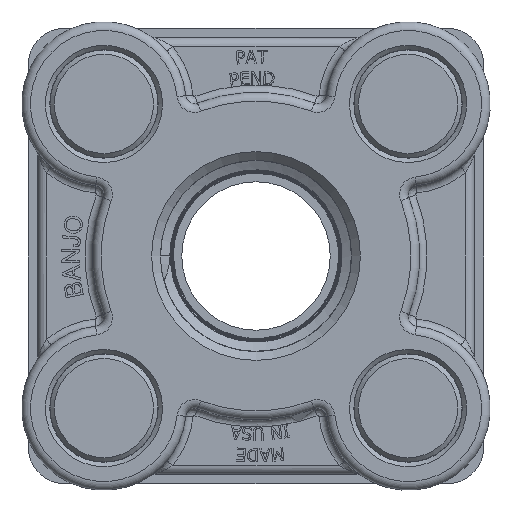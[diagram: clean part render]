
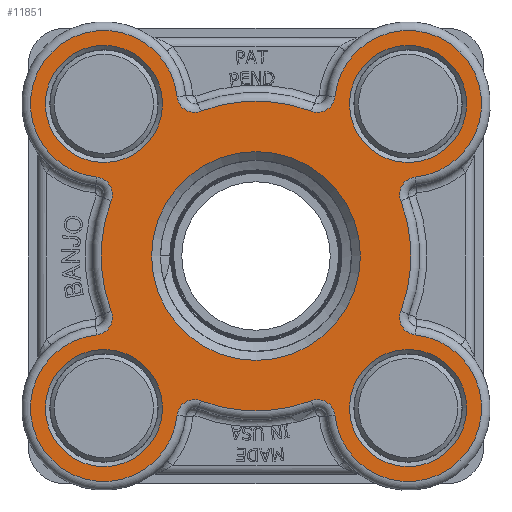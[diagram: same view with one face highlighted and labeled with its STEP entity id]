
A CAD part, left-side view. The second image highlights one B-rep face of the part: STEP entity #11851.
In plain terms, the highlighted face is planar.
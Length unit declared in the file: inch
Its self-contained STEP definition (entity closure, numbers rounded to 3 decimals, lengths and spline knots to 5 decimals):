
#450=FACE_BOUND('',#1581,.T.);
#451=FACE_BOUND('',#1582,.T.);
#452=FACE_BOUND('',#1583,.T.);
#453=FACE_BOUND('',#1584,.T.);
#454=FACE_BOUND('',#1585,.T.);
#538=PLANE('',#12760);
#878=FACE_OUTER_BOUND('',#1580,.T.);
#1580=EDGE_LOOP('',(#8230,#8231,#8232,#8233,#8234,#8235,#8236,#8237,#8238,
#8239,#8240,#8241,#8242,#8243,#8244,#8245));
#1581=EDGE_LOOP('',(#8246));
#1582=EDGE_LOOP('',(#8247));
#1583=EDGE_LOOP('',(#8248,#8249));
#1584=EDGE_LOOP('',(#8250));
#1585=EDGE_LOOP('',(#8251));
#2364=CIRCLE('',#12757,0.4025);
#2367=CIRCLE('',#12761,0.12);
#2368=CIRCLE('',#12762,0.505);
#2369=CIRCLE('',#12763,0.12);
#2370=CIRCLE('',#12764,1.065);
#2371=CIRCLE('',#12765,0.12);
#2372=CIRCLE('',#12766,0.505);
#2373=CIRCLE('',#12767,0.12);
#2374=CIRCLE('',#12768,1.065);
#2375=CIRCLE('',#12769,0.12);
#2376=CIRCLE('',#12770,0.505);
#2377=CIRCLE('',#12771,0.12);
#2378=CIRCLE('',#12772,1.065);
#2379=CIRCLE('',#12773,0.12);
#2380=CIRCLE('',#12774,0.505);
#2381=CIRCLE('',#12775,0.12);
#2382=CIRCLE('',#12776,1.065);
#2383=CIRCLE('',#12777,0.4025);
#2384=CIRCLE('',#12778,0.4025);
#2385=CIRCLE('',#12779,0.7175);
#2386=CIRCLE('',#12780,0.7175);
#2387=CIRCLE('',#12781,0.4025);
#5233=VERTEX_POINT('',#17490);
#5236=VERTEX_POINT('',#17498);
#5237=VERTEX_POINT('',#17499);
#5238=VERTEX_POINT('',#17501);
#5239=VERTEX_POINT('',#17503);
#5240=VERTEX_POINT('',#17505);
#5241=VERTEX_POINT('',#17507);
#5242=VERTEX_POINT('',#17509);
#5243=VERTEX_POINT('',#17511);
#5244=VERTEX_POINT('',#17513);
#5245=VERTEX_POINT('',#17515);
#5246=VERTEX_POINT('',#17517);
#5247=VERTEX_POINT('',#17519);
#5248=VERTEX_POINT('',#17521);
#5249=VERTEX_POINT('',#17523);
#5250=VERTEX_POINT('',#17525);
#5251=VERTEX_POINT('',#17527);
#5252=VERTEX_POINT('',#17530);
#5253=VERTEX_POINT('',#17532);
#5254=VERTEX_POINT('',#17534);
#5255=VERTEX_POINT('',#17535);
#5256=VERTEX_POINT('',#17538);
#6414=EDGE_CURVE('',#5233,#5233,#2364,.T.);
#6418=EDGE_CURVE('',#5236,#5237,#2367,.T.);
#6419=EDGE_CURVE('',#5238,#5236,#2368,.T.);
#6420=EDGE_CURVE('',#5239,#5238,#2369,.T.);
#6421=EDGE_CURVE('',#5240,#5239,#2370,.T.);
#6422=EDGE_CURVE('',#5241,#5240,#2371,.T.);
#6423=EDGE_CURVE('',#5242,#5241,#2372,.T.);
#6424=EDGE_CURVE('',#5243,#5242,#2373,.T.);
#6425=EDGE_CURVE('',#5244,#5243,#2374,.T.);
#6426=EDGE_CURVE('',#5245,#5244,#2375,.T.);
#6427=EDGE_CURVE('',#5246,#5245,#2376,.T.);
#6428=EDGE_CURVE('',#5247,#5246,#2377,.T.);
#6429=EDGE_CURVE('',#5248,#5247,#2378,.T.);
#6430=EDGE_CURVE('',#5249,#5248,#2379,.T.);
#6431=EDGE_CURVE('',#5250,#5249,#2380,.T.);
#6432=EDGE_CURVE('',#5251,#5250,#2381,.T.);
#6433=EDGE_CURVE('',#5237,#5251,#2382,.T.);
#6434=EDGE_CURVE('',#5252,#5252,#2383,.T.);
#6435=EDGE_CURVE('',#5253,#5253,#2384,.T.);
#6436=EDGE_CURVE('',#5254,#5255,#2385,.T.);
#6437=EDGE_CURVE('',#5255,#5254,#2386,.T.);
#6438=EDGE_CURVE('',#5256,#5256,#2387,.T.);
#8230=ORIENTED_EDGE('',*,*,#6418,.F.);
#8231=ORIENTED_EDGE('',*,*,#6419,.F.);
#8232=ORIENTED_EDGE('',*,*,#6420,.F.);
#8233=ORIENTED_EDGE('',*,*,#6421,.F.);
#8234=ORIENTED_EDGE('',*,*,#6422,.F.);
#8235=ORIENTED_EDGE('',*,*,#6423,.F.);
#8236=ORIENTED_EDGE('',*,*,#6424,.F.);
#8237=ORIENTED_EDGE('',*,*,#6425,.F.);
#8238=ORIENTED_EDGE('',*,*,#6426,.F.);
#8239=ORIENTED_EDGE('',*,*,#6427,.F.);
#8240=ORIENTED_EDGE('',*,*,#6428,.F.);
#8241=ORIENTED_EDGE('',*,*,#6429,.F.);
#8242=ORIENTED_EDGE('',*,*,#6430,.F.);
#8243=ORIENTED_EDGE('',*,*,#6431,.F.);
#8244=ORIENTED_EDGE('',*,*,#6432,.F.);
#8245=ORIENTED_EDGE('',*,*,#6433,.F.);
#8246=ORIENTED_EDGE('',*,*,#6434,.F.);
#8247=ORIENTED_EDGE('',*,*,#6435,.F.);
#8248=ORIENTED_EDGE('',*,*,#6436,.F.);
#8249=ORIENTED_EDGE('',*,*,#6437,.F.);
#8250=ORIENTED_EDGE('',*,*,#6438,.F.);
#8251=ORIENTED_EDGE('',*,*,#6414,.F.);
#11851=ADVANCED_FACE('',(#878,#450,#451,#452,#453,#454),#538,.T.);
#12757=AXIS2_PLACEMENT_3D('',#17491,#13810,#13811);
#12760=AXIS2_PLACEMENT_3D('',#17497,#13817,#13818);
#12761=AXIS2_PLACEMENT_3D('',#17500,#13819,#13820);
#12762=AXIS2_PLACEMENT_3D('',#17502,#13821,#13822);
#12763=AXIS2_PLACEMENT_3D('',#17504,#13823,#13824);
#12764=AXIS2_PLACEMENT_3D('',#17506,#13825,#13826);
#12765=AXIS2_PLACEMENT_3D('',#17508,#13827,#13828);
#12766=AXIS2_PLACEMENT_3D('',#17510,#13829,#13830);
#12767=AXIS2_PLACEMENT_3D('',#17512,#13831,#13832);
#12768=AXIS2_PLACEMENT_3D('',#17514,#13833,#13834);
#12769=AXIS2_PLACEMENT_3D('',#17516,#13835,#13836);
#12770=AXIS2_PLACEMENT_3D('',#17518,#13837,#13838);
#12771=AXIS2_PLACEMENT_3D('',#17520,#13839,#13840);
#12772=AXIS2_PLACEMENT_3D('',#17522,#13841,#13842);
#12773=AXIS2_PLACEMENT_3D('',#17524,#13843,#13844);
#12774=AXIS2_PLACEMENT_3D('',#17526,#13845,#13846);
#12775=AXIS2_PLACEMENT_3D('',#17528,#13847,#13848);
#12776=AXIS2_PLACEMENT_3D('',#17529,#13849,#13850);
#12777=AXIS2_PLACEMENT_3D('',#17531,#13851,#13852);
#12778=AXIS2_PLACEMENT_3D('',#17533,#13853,#13854);
#12779=AXIS2_PLACEMENT_3D('',#17536,#13855,#13856);
#12780=AXIS2_PLACEMENT_3D('',#17537,#13857,#13858);
#12781=AXIS2_PLACEMENT_3D('',#17539,#13859,#13860);
#13810=DIRECTION('center_axis',(1.,0.,0.));
#13811=DIRECTION('ref_axis',(0.,0.,1.));
#13817=DIRECTION('center_axis',(1.,0.,0.));
#13818=DIRECTION('ref_axis',(0.,0.,-1.));
#13819=DIRECTION('center_axis',(1.,0.,0.));
#13820=DIRECTION('ref_axis',(0.,-0.525,-0.851));
#13821=DIRECTION('center_axis',(-1.,0.,0.));
#13822=DIRECTION('ref_axis',(0.,-0.707,0.707));
#13823=DIRECTION('center_axis',(1.,0.,0.));
#13824=DIRECTION('ref_axis',(0.,0.851,0.525));
#13825=DIRECTION('center_axis',(-1.,0.,0.));
#13826=DIRECTION('ref_axis',(0.,-1.,0.));
#13827=DIRECTION('center_axis',(1.,0.,0.));
#13828=DIRECTION('ref_axis',(0.,0.851,-0.525));
#13829=DIRECTION('center_axis',(-1.,0.,0.));
#13830=DIRECTION('ref_axis',(0.,-0.707,-0.707));
#13831=DIRECTION('center_axis',(1.,0.,0.));
#13832=DIRECTION('ref_axis',(0.,-0.525,0.851));
#13833=DIRECTION('center_axis',(-1.,0.,0.));
#13834=DIRECTION('ref_axis',(0.,0.,-1.));
#13835=DIRECTION('center_axis',(1.,0.,0.));
#13836=DIRECTION('ref_axis',(0.,0.525,0.851));
#13837=DIRECTION('center_axis',(-1.,0.,0.));
#13838=DIRECTION('ref_axis',(0.,0.707,-0.707));
#13839=DIRECTION('center_axis',(1.,0.,0.));
#13840=DIRECTION('ref_axis',(0.,-0.851,-0.525));
#13841=DIRECTION('center_axis',(-1.,0.,0.));
#13842=DIRECTION('ref_axis',(0.,1.,0.));
#13843=DIRECTION('center_axis',(1.,0.,0.));
#13844=DIRECTION('ref_axis',(0.,-0.851,0.525));
#13845=DIRECTION('center_axis',(-1.,0.,0.));
#13846=DIRECTION('ref_axis',(0.,0.707,0.707));
#13847=DIRECTION('center_axis',(1.,0.,0.));
#13848=DIRECTION('ref_axis',(0.,0.525,-0.851));
#13849=DIRECTION('center_axis',(-1.,0.,0.));
#13850=DIRECTION('ref_axis',(0.,0.,1.));
#13851=DIRECTION('center_axis',(1.,0.,0.));
#13852=DIRECTION('ref_axis',(0.,0.,1.));
#13853=DIRECTION('center_axis',(1.,0.,0.));
#13854=DIRECTION('ref_axis',(0.,0.,1.));
#13855=DIRECTION('center_axis',(1.,0.,0.));
#13856=DIRECTION('ref_axis',(0.,1.,0.));
#13857=DIRECTION('center_axis',(1.,0.,0.));
#13858=DIRECTION('ref_axis',(0.,1.,0.));
#13859=DIRECTION('center_axis',(1.,0.,0.));
#13860=DIRECTION('ref_axis',(0.,0.,1.));
#17490=CARTESIAN_POINT('',(1.1,-1.045,0.6425));
#17491=CARTESIAN_POINT('Origin',(1.1,-1.045,1.045));
#17497=CARTESIAN_POINT('Origin',(1.1,0.92125,0.));
#17498=CARTESIAN_POINT('',(1.1,-0.54248,1.09502));
#17499=CARTESIAN_POINT('',(1.1,-0.38023,0.99481));
#17500=CARTESIAN_POINT('Origin',(1.1,-0.42307,1.1069));
#17501=CARTESIAN_POINT('',(1.1,-1.09502,0.54248));
#17502=CARTESIAN_POINT('Origin',(1.1,-1.045,1.045));
#17503=CARTESIAN_POINT('',(1.1,-0.99481,0.38023));
#17504=CARTESIAN_POINT('Origin',(1.1,-1.1069,0.42307));
#17505=CARTESIAN_POINT('',(1.1,-0.99481,-0.38023));
#17506=CARTESIAN_POINT('Origin',(1.1,0.,0.));
#17507=CARTESIAN_POINT('',(1.1,-1.09502,-0.54248));
#17508=CARTESIAN_POINT('Origin',(1.1,-1.1069,-0.42307));
#17509=CARTESIAN_POINT('',(1.1,-0.54248,-1.09502));
#17510=CARTESIAN_POINT('Origin',(1.1,-1.045,-1.045));
#17511=CARTESIAN_POINT('',(1.1,-0.38023,-0.99481));
#17512=CARTESIAN_POINT('Origin',(1.1,-0.42307,-1.1069));
#17513=CARTESIAN_POINT('',(1.1,0.38023,-0.99481));
#17514=CARTESIAN_POINT('Origin',(1.1,0.,0.));
#17515=CARTESIAN_POINT('',(1.1,0.54248,-1.09502));
#17516=CARTESIAN_POINT('Origin',(1.1,0.42307,-1.1069));
#17517=CARTESIAN_POINT('',(1.1,1.09502,-0.54248));
#17518=CARTESIAN_POINT('Origin',(1.1,1.045,-1.045));
#17519=CARTESIAN_POINT('',(1.1,0.99481,-0.38023));
#17520=CARTESIAN_POINT('Origin',(1.1,1.1069,-0.42307));
#17521=CARTESIAN_POINT('',(1.1,0.99481,0.38023));
#17522=CARTESIAN_POINT('Origin',(1.1,0.,0.));
#17523=CARTESIAN_POINT('',(1.1,1.09502,0.54248));
#17524=CARTESIAN_POINT('Origin',(1.1,1.1069,0.42307));
#17525=CARTESIAN_POINT('',(1.1,0.54248,1.09502));
#17526=CARTESIAN_POINT('Origin',(1.1,1.045,1.045));
#17527=CARTESIAN_POINT('',(1.1,0.38023,0.99481));
#17528=CARTESIAN_POINT('Origin',(1.1,0.42307,1.1069));
#17529=CARTESIAN_POINT('Origin',(1.1,0.,0.));
#17530=CARTESIAN_POINT('',(1.1,-1.045,-1.4475));
#17531=CARTESIAN_POINT('Origin',(1.1,-1.045,-1.045));
#17532=CARTESIAN_POINT('',(1.1,1.045,0.6425));
#17533=CARTESIAN_POINT('Origin',(1.1,1.045,1.045));
#17534=CARTESIAN_POINT('',(1.1,0.7175,0.));
#17535=CARTESIAN_POINT('',(1.1,-0.7175,0.));
#17536=CARTESIAN_POINT('Origin',(1.1,0.,0.));
#17537=CARTESIAN_POINT('Origin',(1.1,0.,0.));
#17538=CARTESIAN_POINT('',(1.1,1.045,-1.4475));
#17539=CARTESIAN_POINT('Origin',(1.1,1.045,-1.045));
